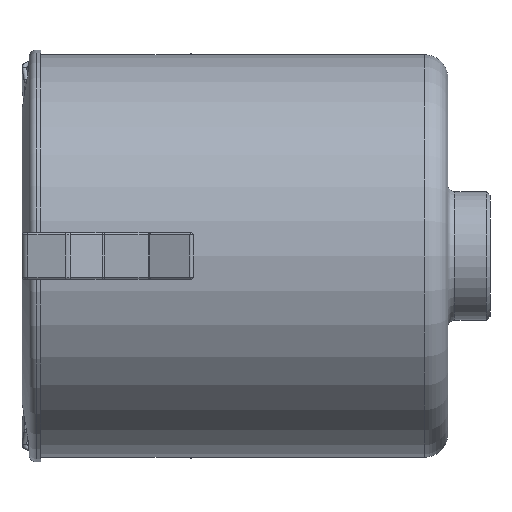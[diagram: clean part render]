
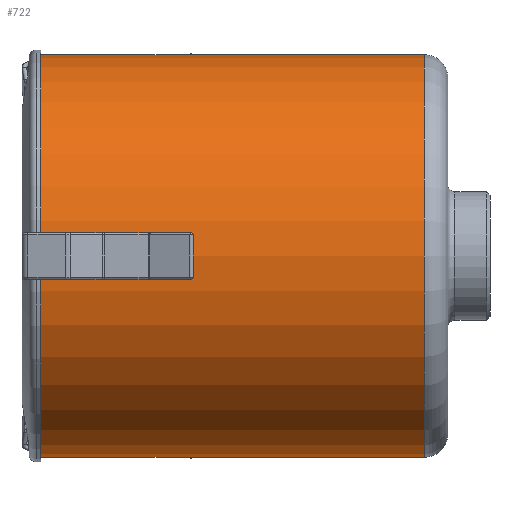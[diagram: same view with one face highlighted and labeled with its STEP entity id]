
A CAD part, left-side view. The second image highlights one B-rep face of the part: STEP entity #722.
In plain terms, the highlighted cylindrical face has radius 86 mm (diameter 172 mm), a partial arc.
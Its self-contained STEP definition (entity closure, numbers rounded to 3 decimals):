
#96=DIRECTION('',(0.,1.,0.));
#97=VECTOR('',#96,164.);
#98=CARTESIAN_POINT('',(0.,28.,-86.));
#99=LINE('',#98,#97);
#100=DIRECTION('',(0.,1.,0.));
#101=VECTOR('',#100,164.);
#102=CARTESIAN_POINT('',(0.,28.,86.));
#103=LINE('',#102,#101);
#104=CARTESIAN_POINT('',(0.,28.,0.));
#105=DIRECTION('',(0.,1.,0.));
#106=DIRECTION('',(0.,0.,-1.));
#107=AXIS2_PLACEMENT_3D('',#104,#105,#106);
#114=CARTESIAN_POINT('',(0.,192.,0.));
#115=DIRECTION('',(0.,1.,0.));
#116=DIRECTION('',(0.,0.,-1.));
#117=AXIS2_PLACEMENT_3D('',#114,#115,#116);
#536=CARTESIAN_POINT('',(0.,28.,-86.));
#537=CARTESIAN_POINT('',(0.,192.,-86.));
#538=VERTEX_POINT('',#536);
#539=VERTEX_POINT('',#537);
#548=CARTESIAN_POINT('',(0.,28.,86.));
#549=CARTESIAN_POINT('',(0.,192.,86.));
#550=VERTEX_POINT('',#548);
#551=VERTEX_POINT('',#549);
#710=CARTESIAN_POINT('',(0.,210.,0.));
#711=DIRECTION('',(0.,-1.,0.));
#712=DIRECTION('',(0.,0.,1.));
#713=AXIS2_PLACEMENT_3D('',#710,#711,#712);
#714=CYLINDRICAL_SURFACE('',#713,86.);
#715=ORIENTED_EDGE('',*,*,#694,.T.);
#717=ORIENTED_EDGE('',*,*,#716,.T.);
#718=ORIENTED_EDGE('',*,*,#697,.F.);
#719=ORIENTED_EDGE('',*,*,#668,.F.);
#720=EDGE_LOOP('',(#715,#717,#718,#719));
#721=FACE_OUTER_BOUND('',#720,.F.);
#722=ADVANCED_FACE('',(#721),#714,.T.);
#108=CIRCLE('',#107,86.);
#118=CIRCLE('',#117,86.);
#668=EDGE_CURVE('',#538,#550,#108,.T.);
#694=EDGE_CURVE('',#538,#539,#99,.T.);
#697=EDGE_CURVE('',#550,#551,#103,.T.);
#716=EDGE_CURVE('',#539,#551,#118,.T.);
